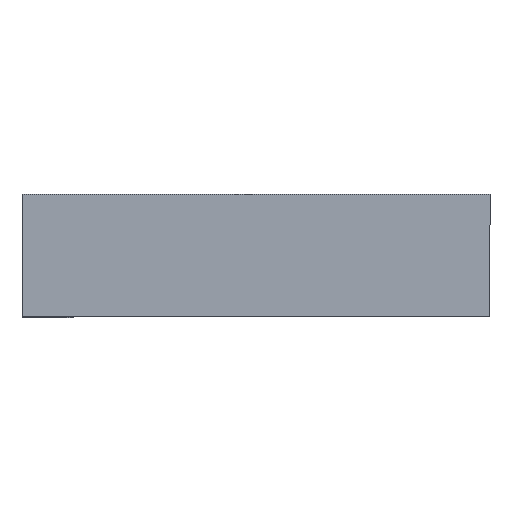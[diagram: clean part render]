
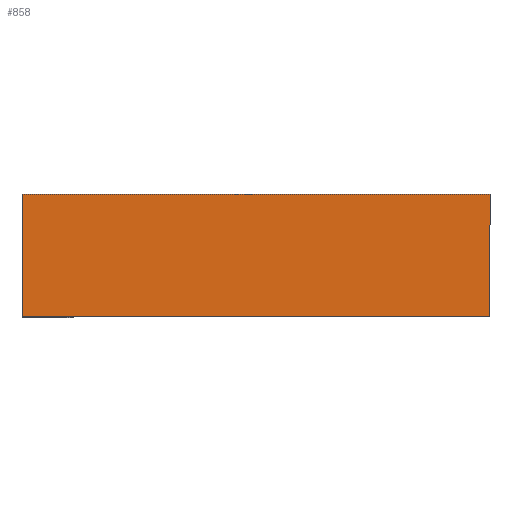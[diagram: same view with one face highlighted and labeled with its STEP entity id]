
A CAD part, top view. The second image highlights one B-rep face of the part: STEP entity #858.
In plain terms, the highlighted planar face has unit normal (0, 0, 1).
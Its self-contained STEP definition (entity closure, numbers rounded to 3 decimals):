
#24 = DIRECTION ( 'NONE',  ( -1., 0., 0. ) ) ;
#53 = AXIS2_PLACEMENT_3D ( 'NONE', #165, #538, #711 ) ;
#67 = EDGE_CURVE ( 'NONE', #89, #908, #407, .T. ) ;
#77 = ORIENTED_EDGE ( 'NONE', *, *, #629, .T. ) ;
#89 = VERTEX_POINT ( 'NONE', #796 ) ;
#90 = CARTESIAN_POINT ( 'NONE',  ( 0., 0.51, 44.725 ) ) ;
#92 = EDGE_LOOP ( 'NONE', ( #77, #926, #659, #210 ) ) ;
#159 = CARTESIAN_POINT ( 'NONE',  ( 7.38, 0.51, 44.725 ) ) ;
#165 = CARTESIAN_POINT ( 'NONE',  ( 0., 0., 44.725 ) ) ;
#167 = CARTESIAN_POINT ( 'NONE',  ( -7.38, 0., 44.725 ) ) ;
#201 = CARTESIAN_POINT ( 'NONE',  ( -7.38, 4.36, 44.725 ) ) ;
#210 = ORIENTED_EDGE ( 'NONE', *, *, #660, .T. ) ;
#213 = VECTOR ( 'NONE', #918, 1000. ) ;
#240 = LINE ( 'NONE', #90, #213 ) ;
#246 = DIRECTION ( 'NONE',  ( 0., -1., 0. ) ) ;
#334 = CARTESIAN_POINT ( 'NONE',  ( 7.38, 0., 44.725 ) ) ;
#385 = EDGE_CURVE ( 'NONE', #908, #747, #931, .T. ) ;
#407 = LINE ( 'NONE', #718, #763 ) ;
#423 = VECTOR ( 'NONE', #699, 1000. ) ;
#479 = FACE_OUTER_BOUND ( 'NONE', #92, .T. ) ;
#538 = DIRECTION ( 'NONE',  ( 0., 0., 1. ) ) ;
#545 = PLANE ( 'NONE',  #53 ) ;
#618 = VECTOR ( 'NONE', #246, 1000. ) ;
#629 = EDGE_CURVE ( 'NONE', #966, #89, #694, .T. ) ;
#659 = ORIENTED_EDGE ( 'NONE', *, *, #385, .T. ) ;
#660 = EDGE_CURVE ( 'NONE', #747, #966, #240, .T. ) ;
#694 = LINE ( 'NONE', #334, #423 ) ;
#699 = DIRECTION ( 'NONE',  ( 0., 1., 0. ) ) ;
#711 = DIRECTION ( 'NONE',  ( 1., 0., 0. ) ) ;
#718 = CARTESIAN_POINT ( 'NONE',  ( 0., 4.36, 44.725 ) ) ;
#747 = VERTEX_POINT ( 'NONE', #961 ) ;
#763 = VECTOR ( 'NONE', #24, 1000. ) ;
#796 = CARTESIAN_POINT ( 'NONE',  ( 7.38, 4.36, 44.725 ) ) ;
#858 = ADVANCED_FACE ( 'NONE', ( #479 ), #545, .T. ) ;
#908 = VERTEX_POINT ( 'NONE', #201 ) ;
#918 = DIRECTION ( 'NONE',  ( 1., 0., 0. ) ) ;
#926 = ORIENTED_EDGE ( 'NONE', *, *, #67, .T. ) ;
#931 = LINE ( 'NONE', #167, #618 ) ;
#961 = CARTESIAN_POINT ( 'NONE',  ( -7.38, 0.51, 44.725 ) ) ;
#966 = VERTEX_POINT ( 'NONE', #159 ) ;
